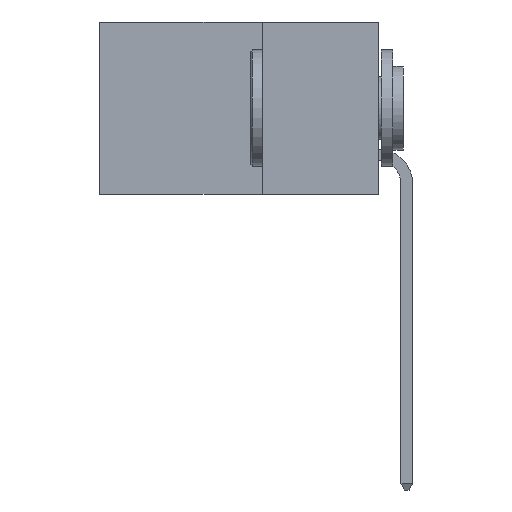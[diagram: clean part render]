
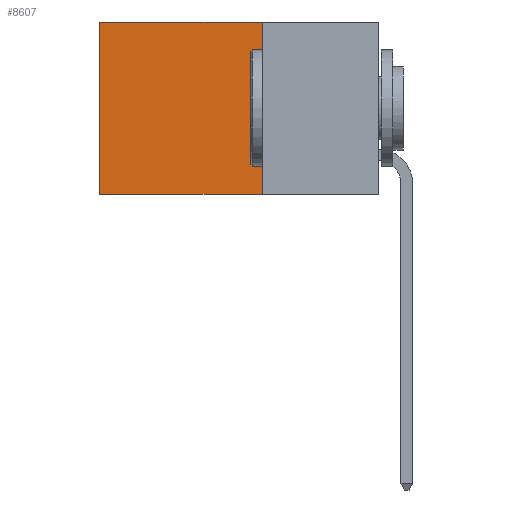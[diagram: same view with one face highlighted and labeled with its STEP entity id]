
A CAD part, left-side view. The second image highlights one B-rep face of the part: STEP entity #8607.
In plain terms, the highlighted planar face has unit normal (-1, 0, 0).
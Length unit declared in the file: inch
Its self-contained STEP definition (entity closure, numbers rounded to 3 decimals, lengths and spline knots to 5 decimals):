
#520 = EDGE_CURVE ( 'NONE', #3490, #3031, #11364, .T. ) ;
#547 = CARTESIAN_POINT ( 'NONE',  ( 0.2615, 0.6, -0.37 ) ) ;
#693 = ORIENTED_EDGE ( 'NONE', *, *, #520, .T. ) ;
#769 = ORIENTED_EDGE ( 'NONE', *, *, #4056, .F. ) ;
#868 = CARTESIAN_POINT ( 'NONE',  ( 0.2615, 0.25, -0.37 ) ) ;
#996 = CARTESIAN_POINT ( 'NONE',  ( 0.2615, 0.6, 0. ) ) ;
#1001 = DIRECTION ( 'NONE',  ( 0., 1., 0. ) ) ;
#3031 = VERTEX_POINT ( 'NONE', #996 ) ;
#3189 = ORIENTED_EDGE ( 'NONE', *, *, #5103, .F. ) ;
#3216 = DIRECTION ( 'NONE',  ( 0., 0., -1. ) ) ;
#3220 = DIRECTION ( 'NONE',  ( 1., 0., 0. ) ) ;
#3231 = CARTESIAN_POINT ( 'NONE',  ( 0.2615, 0.25, -0.37 ) ) ;
#3265 = PLANE ( 'NONE',  #9637 ) ;
#3369 = VERTEX_POINT ( 'NONE', #7591 ) ;
#3490 = VERTEX_POINT ( 'NONE', #6468 ) ;
#3724 = CARTESIAN_POINT ( 'NONE',  ( 0.2615, 0.25, 0. ) ) ;
#3925 = VECTOR ( 'NONE', #11223, 39.37008 ) ;
#4056 = EDGE_CURVE ( 'NONE', #3490, #7588, #8291, .T. ) ;
#4426 = ORIENTED_EDGE ( 'NONE', *, *, #10925, .T. ) ;
#4944 = VECTOR ( 'NONE', #9235, 39.37008 ) ;
#5103 = EDGE_CURVE ( 'NONE', #7588, #3369, #10633, .T. ) ;
#6468 = CARTESIAN_POINT ( 'NONE',  ( 0.2615, 0.25, 0. ) ) ;
#6820 = EDGE_LOOP ( 'NONE', ( #4426, #3189, #769, #693 ) ) ;
#7588 = VERTEX_POINT ( 'NONE', #10706 ) ;
#7591 = CARTESIAN_POINT ( 'NONE',  ( 0.2615, 0.6, -0.37 ) ) ;
#8291 = LINE ( 'NONE', #11278, #3925 ) ;
#8425 = FACE_OUTER_BOUND ( 'NONE', #6820, .T. ) ;
#8607 = ADVANCED_FACE ( 'NONE', ( #8425 ), #3265, .F. ) ;
#8788 = VECTOR ( 'NONE', #11129, 39.37008 ) ;
#9235 = DIRECTION ( 'NONE',  ( 0., 1., 0. ) ) ;
#9637 = AXIS2_PLACEMENT_3D ( 'NONE', #3231, #3220, #3216 ) ;
#10386 = VECTOR ( 'NONE', #1001, 39.37008 ) ;
#10633 = LINE ( 'NONE', #868, #10386 ) ;
#10706 = CARTESIAN_POINT ( 'NONE',  ( 0.2615, 0.25, -0.37 ) ) ;
#10914 = LINE ( 'NONE', #547, #8788 ) ;
#10925 = EDGE_CURVE ( 'NONE', #3031, #3369, #10914, .T. ) ;
#11129 = DIRECTION ( 'NONE',  ( 0., 0., -1. ) ) ;
#11223 = DIRECTION ( 'NONE',  ( 0., 0., -1. ) ) ;
#11278 = CARTESIAN_POINT ( 'NONE',  ( 0.2615, 0.25, -0.37 ) ) ;
#11364 = LINE ( 'NONE', #3724, #4944 ) ;
